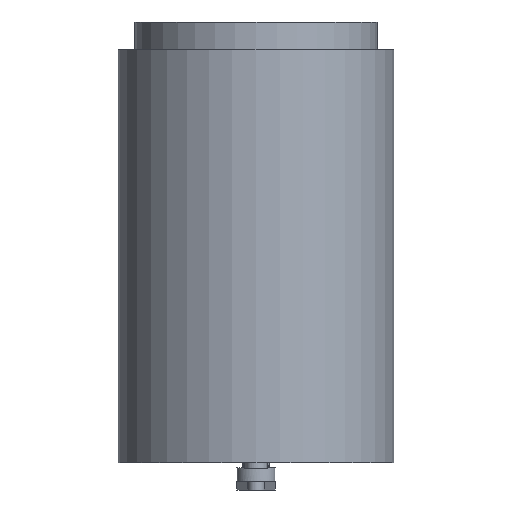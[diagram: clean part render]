
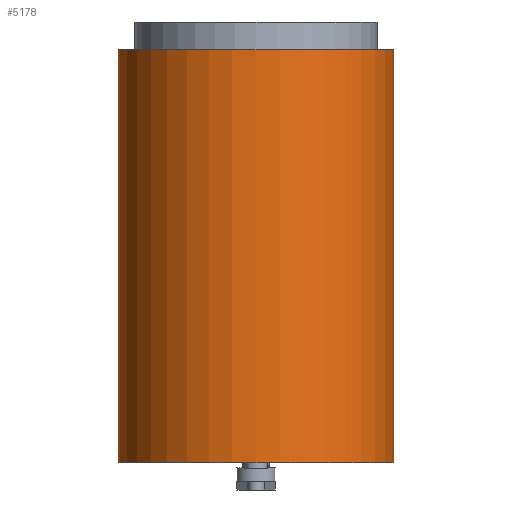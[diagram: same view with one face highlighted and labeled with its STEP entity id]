
A CAD part, left-side view. The second image highlights one B-rep face of the part: STEP entity #5178.
In plain terms, the highlighted cylindrical face has radius 25 mm (diameter 50 mm), a full revolution.
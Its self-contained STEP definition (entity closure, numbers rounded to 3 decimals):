
#75=ELLIPSE('',#5554,35.355,25.);
#76=ELLIPSE('',#5555,35.355,25.);
#77=ELLIPSE('',#5556,35.355,25.);
#78=ELLIPSE('',#5557,35.355,25.);
#374=CYLINDRICAL_SURFACE('',#5558,25.);
#451=FACE_OUTER_BOUND('',#746,.T.);
#746=EDGE_LOOP('',(#3763,#3764,#3765,#3766,#3767,#3768,#3769,#3770,#3771));
#1085=LINE('',#7790,#1618);
#1618=VECTOR('',#6213,25.);
#2136=CIRCLE('',#5550,25.);
#2138=CIRCLE('',#5559,25.);
#2139=CIRCLE('',#5560,25.);
#2385=VERTEX_POINT('',#7771);
#2387=VERTEX_POINT('',#7777);
#2388=VERTEX_POINT('',#7779);
#2389=VERTEX_POINT('',#7781);
#2390=VERTEX_POINT('',#7783);
#2391=VERTEX_POINT('',#7787);
#2916=EDGE_CURVE('',#2385,#2385,#2136,.T.);
#2919=EDGE_CURVE('',#2388,#2387,#75,.T.);
#2920=EDGE_CURVE('',#2389,#2388,#76,.T.);
#2921=EDGE_CURVE('',#2390,#2389,#77,.T.);
#2922=EDGE_CURVE('',#2387,#2390,#78,.T.);
#2923=EDGE_CURVE('',#2389,#2391,#2138,.T.);
#2924=EDGE_CURVE('',#2391,#2389,#2139,.T.);
#2925=EDGE_CURVE('',#2391,#2385,#1085,.T.);
#3763=ORIENTED_EDGE('',*,*,#2923,.F.);
#3764=ORIENTED_EDGE('',*,*,#2920,.T.);
#3765=ORIENTED_EDGE('',*,*,#2919,.T.);
#3766=ORIENTED_EDGE('',*,*,#2922,.T.);
#3767=ORIENTED_EDGE('',*,*,#2921,.T.);
#3768=ORIENTED_EDGE('',*,*,#2924,.F.);
#3769=ORIENTED_EDGE('',*,*,#2925,.T.);
#3770=ORIENTED_EDGE('',*,*,#2916,.F.);
#3771=ORIENTED_EDGE('',*,*,#2925,.F.);
#5178=ADVANCED_FACE('',(#451),#374,.T.);
#5550=AXIS2_PLACEMENT_3D('',#7772,#6190,#6191);
#5554=AXIS2_PLACEMENT_3D('',#7780,#6199,#6200);
#5555=AXIS2_PLACEMENT_3D('',#7782,#6201,#6202);
#5556=AXIS2_PLACEMENT_3D('',#7784,#6203,#6204);
#5557=AXIS2_PLACEMENT_3D('',#7785,#6205,#6206);
#5558=AXIS2_PLACEMENT_3D('',#7786,#6207,#6208);
#5559=AXIS2_PLACEMENT_3D('',#7788,#6209,#6210);
#5560=AXIS2_PLACEMENT_3D('',#7789,#6211,#6212);
#6190=DIRECTION('center_axis',(0.,-1.,0.));
#6191=DIRECTION('ref_axis',(1.,0.,0.));
#6199=DIRECTION('center_axis',(-0.707,-0.707,0.));
#6200=DIRECTION('ref_axis',(-0.707,0.707,0.));
#6201=DIRECTION('center_axis',(-0.707,0.707,0.));
#6202=DIRECTION('ref_axis',(0.707,0.707,0.));
#6203=DIRECTION('center_axis',(-0.707,0.707,0.));
#6204=DIRECTION('ref_axis',(0.707,0.707,0.));
#6205=DIRECTION('center_axis',(-0.707,-0.707,0.));
#6206=DIRECTION('ref_axis',(-0.707,0.707,0.));
#6207=DIRECTION('center_axis',(0.,1.,0.));
#6208=DIRECTION('ref_axis',(1.,0.,0.));
#6209=DIRECTION('center_axis',(0.,1.,0.));
#6210=DIRECTION('ref_axis',(1.,0.,0.));
#6211=DIRECTION('center_axis',(0.,1.,0.));
#6212=DIRECTION('ref_axis',(1.,0.,0.));
#6213=DIRECTION('',(0.,-1.,0.));
#7771=CARTESIAN_POINT('',(-25.,-25.,0.));
#7772=CARTESIAN_POINT('Origin',(0.,-25.,0.));
#7777=CARTESIAN_POINT('',(25.,0.,0.));
#7779=CARTESIAN_POINT('',(0.,25.,-25.));
#7780=CARTESIAN_POINT('Origin',(0.,25.,0.));
#7781=CARTESIAN_POINT('',(25.,50.,0.));
#7782=CARTESIAN_POINT('Origin',(0.,25.,0.));
#7783=CARTESIAN_POINT('',(0.,25.,25.));
#7784=CARTESIAN_POINT('Origin',(0.,25.,0.));
#7785=CARTESIAN_POINT('Origin',(0.,25.,0.));
#7786=CARTESIAN_POINT('Origin',(0.,0.,0.));
#7787=CARTESIAN_POINT('',(-25.,50.,0.));
#7788=CARTESIAN_POINT('Origin',(0.,50.,0.));
#7789=CARTESIAN_POINT('Origin',(0.,50.,0.));
#7790=CARTESIAN_POINT('',(-25.,0.,0.));
